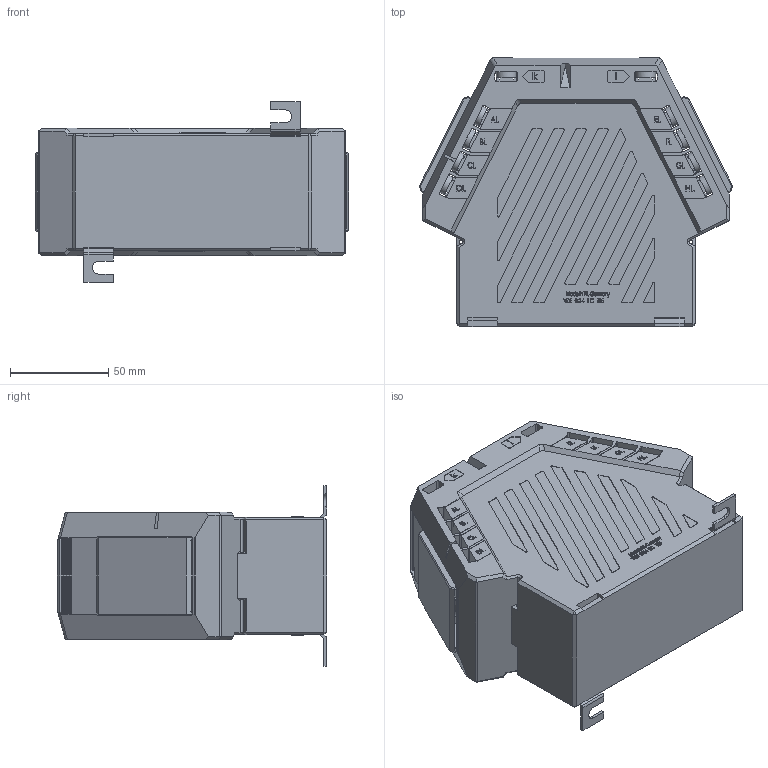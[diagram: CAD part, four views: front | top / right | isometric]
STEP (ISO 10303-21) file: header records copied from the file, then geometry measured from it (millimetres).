
FILE_DESCRIPTION(/* description */ (''),/* implementation_level */ '2;1');
FILE_NAME(/* name */ 'SUSK3.stp',/* time_stamp */ '2024-03-06T09:53:56+01:00',/* author */ ('JDI'),/* organization */ (''),/* preprocessor_version */ 'ST-DEVELOPER v19.2',/* originating_system */ 'Autodesk Inventor 2023',/* authorisation */ '');
FILE_SCHEMA (('AUTOMOTIVE_DESIGN { 1 0 10303 214 3 1 1 }'));
Products named in the file (1): SUSK2
Bounding box: 159.37 x 137 x 92 mm (x, y, z)
Volume: 982984.4 mm3; surface area: 110106.4 mm2
Topology: 1 solids, 1 shells, 2784 faces, 7482 edges, 4696 vertices
Faces by surface type: plane 2086, bspline 346, cylinder 278, cone 32, sphere 22, torus 20
Full cylindrical faces by diameter (mm): 2 x2, 3 x4, 5 x20, 5.3 x20, 10 x20
Entity records: 106197 total; most frequent: CARTESIAN_POINT 35921, ORIENTED_EDGE 14964, DIRECTION 12770, EDGE_CURVE 7482, LINE 5584, VECTOR 5584, VERTEX_POINT 4696, AXIS2_PLACEMENT_3D 3593
